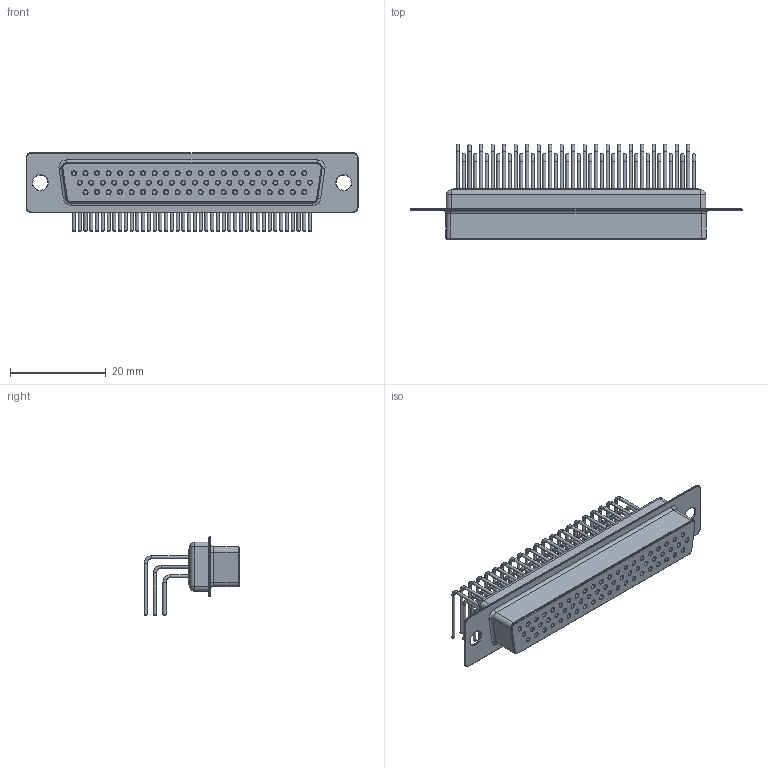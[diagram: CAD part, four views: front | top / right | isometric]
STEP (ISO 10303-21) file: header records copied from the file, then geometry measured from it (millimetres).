
FILE_DESCRIPTION(/* description */ ('model of DSUB-62-HD_Female_Horizontal_P2.41x1.98mm_EdgePinOffset9.40mm'),/* implementation_level */ '2;1');
FILE_NAME(/* name */ 'DSUB-62-HD_Female_Horizontal_P2.41x1.98mm_EdgePinOffset9.40mm.step',/* time_stamp */ '2019-07-01T21:06:02',/* author */ ('kicad StepUp','ksu'),/* organization */ ('FreeCAD'),/* preprocessor_version */ 'OCC',/* originating_system */ 'kicad StepUp',/* authorisation */ '');
FILE_SCHEMA(('AUTOMOTIVE_DESIGN { 1 0 10303 214 1 1 1 1 }'));
Length unit declared in the file: millimetre
Products named in the file (1): DSUB-62-HD_Female_Horizontal_P2.41x1.98mm_EdgePinOffset9.40mm
Bounding box: 69.5 x 20.08 x 16.4 mm (x, y, z)
Volume: 5569.3 mm3; surface area: 6181.3 mm2
Topology: 1 solids, 2 shells, 602 faces, 1110 edges, 636 vertices
Faces by surface type: cylinder 224, plane 160, torus 140, cone 70, sphere 4, revolution 4
Full cylindrical faces by diameter (mm): 0.64 x124, 0.853 x62, 3.2 x2
Entity records: 19493 total; most frequent: DIRECTION 3032, CARTESIAN_POINT 2787, ORIENTED_EDGE 2212, AXIS2_PLACEMENT_3D 1327, EDGE_CURVE 1106, FACE_BOUND 734, EDGE_LOOP 734, CIRCLE 728
